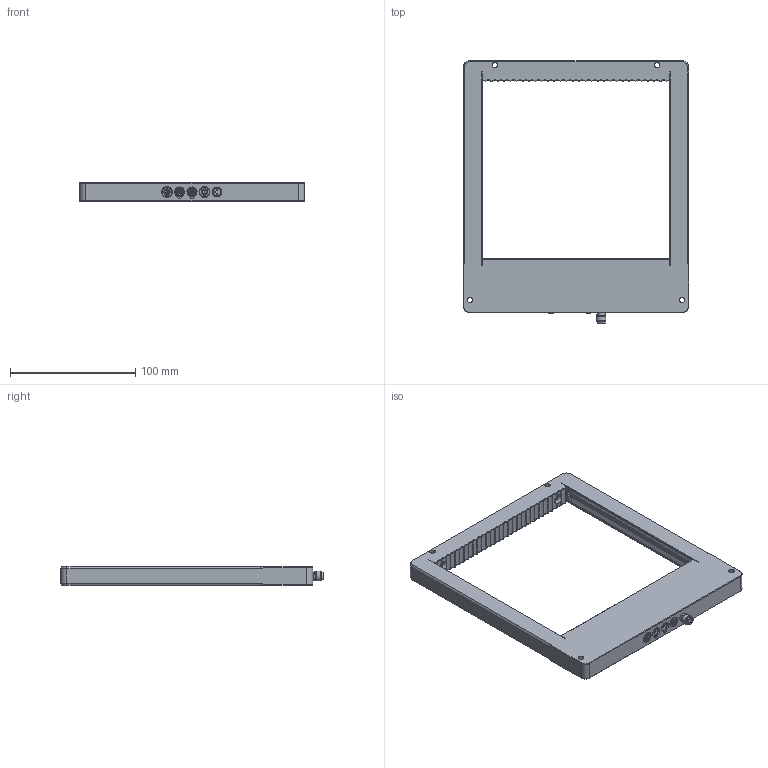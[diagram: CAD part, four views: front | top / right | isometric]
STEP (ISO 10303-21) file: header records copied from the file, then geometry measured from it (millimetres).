
FILE_DESCRIPTION(/* description */ (''),/* implementation_level */ '2;1');
FILE_NAME(/* name */ 'OGWSD 150.stp',/* time_stamp */ '2022-04-27T10:36:47+02:00',/* author */ ('ck'),/* organization */ ('di-soric GmbH & Co. KG'),/* preprocessor_version */ 'ST-DEVELOPER v18.1',/* originating_system */ 'Autodesk Inventor 2022',/* authorisation */ '');
FILE_SCHEMA (('AUTOMOTIVE_DESIGN { 1 0 10303 214 3 1 1 }'));
Length unit declared in the file: millimetre
Products named in the file (1): OGWSD 150
Bounding box: 180 x 210 x 15 mm (x, y, z)
Volume: 216307.7 mm3; surface area: 63170.4 mm2
Topology: 1 solids, 4 shells, 612 faces, 1494 edges, 922 vertices
Faces by surface type: plane 331, cylinder 181, cone 89, torus 8, sphere 3
Full cylindrical faces by diameter (mm): 1 x3, 1.8 x2, 2 x2, 2.1 x2, 4.3 x10, 5.5 x2, 5.8 x1, 6 x2, 6.4 x1, 6.6 x4, 6.7 x4, 6.9 x1, 7.2 x1, 7.3 x2, 8 x3, 8.5 x2, 8.6 x2
Entity records: 17995 total; most frequent: CARTESIAN_POINT 3731, DIRECTION 2996, ORIENTED_EDGE 2962, EDGE_CURVE 1481, AXIS2_PLACEMENT_3D 1091, VERTEX_POINT 922, LINE 814, VECTOR 814
